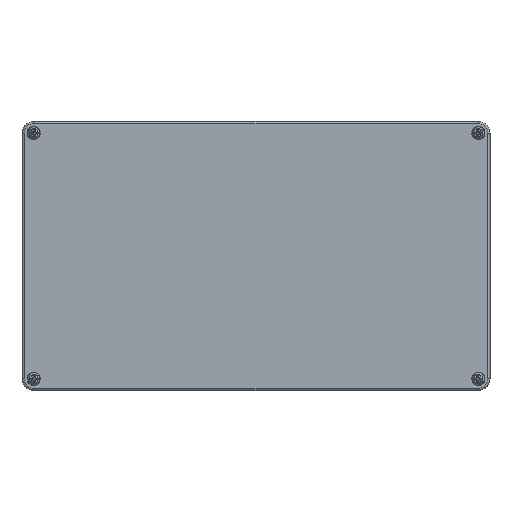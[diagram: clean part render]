
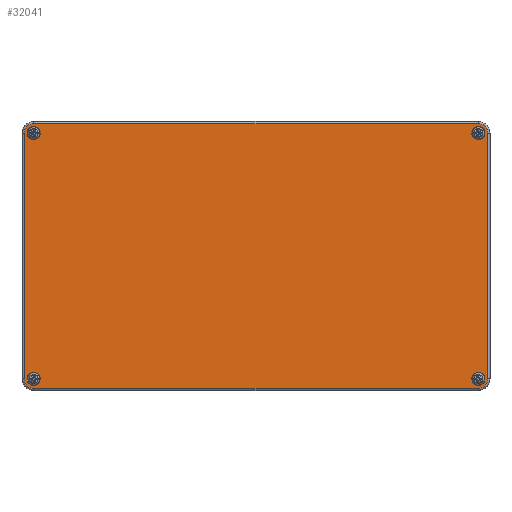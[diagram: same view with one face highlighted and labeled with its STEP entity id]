
A CAD part, top view. The second image highlights one B-rep face of the part: STEP entity #32041.
In plain terms, the highlighted planar face has unit normal (0, 0, 1).
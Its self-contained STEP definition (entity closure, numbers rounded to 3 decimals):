
#31918=CARTESIAN_POINT('',(195.7,-105.0,20.0));
#31919=VERTEX_POINT('',#31918);
#31920=CARTESIAN_POINT('',(190.0,-105.0,20.0));
#31921=DIRECTION('',(0.0,0.0,1.0));
#31922=DIRECTION('',(-1.0,0.0,0.0));
#31923=AXIS2_PLACEMENT_3D('',#31920,#31921,#31922);
#31924=CIRCLE('',#31923,5.7);
#31925=EDGE_CURVE('',#31919,#31919,#31924,.T.);
#31930=CARTESIAN_POINT('',(0.,0.,20.0));
#31931=DIRECTION('',(0.0,0.0,1.0));
#31932=DIRECTION('',(1.0,0.0,0.0));
#31933=AXIS2_PLACEMENT_3D('',#31930,#31931,#31932);
#31934=PLANE('',#31933);
#31935=CARTESIAN_POINT('',(-198.177,105.0,20.0));
#31936=VERTEX_POINT('',#31935);
#31937=CARTESIAN_POINT('',(-190.0,113.177,20.0));
#31938=VERTEX_POINT('',#31937);
#31939=CARTESIAN_POINT('',(-190.0,105.,20.0));
#31940=DIRECTION('',(0.0,0.0,-1.0));
#31941=DIRECTION('',(-0.707,0.707,0.0));
#31942=AXIS2_PLACEMENT_3D('',#31939,#31940,#31941);
#31943=CIRCLE('',#31942,8.177);
#31944=EDGE_CURVE('',#31936,#31938,#31943,.T.);
#31945=ORIENTED_EDGE('',*,*,#31944,.F.);
#31946=CARTESIAN_POINT('',(-198.177,-105.0,20.0));
#31947=VERTEX_POINT('',#31946);
#31948=CARTESIAN_POINT('',(-198.177,-105.0,20.0));
#31949=DIRECTION('',(0.0,1.0,0.0));
#31950=VECTOR('',#31949,210.0);
#31951=LINE('',#31948,#31950);
#31952=EDGE_CURVE('',#31947,#31936,#31951,.T.);
#31953=ORIENTED_EDGE('',*,*,#31952,.F.);
#31954=CARTESIAN_POINT('',(-190.,-113.177,20.0));
#31955=VERTEX_POINT('',#31954);
#31956=CARTESIAN_POINT('',(-190.0,-105.,20.0));
#31957=DIRECTION('',(0.0,0.0,-1.0));
#31958=DIRECTION('',(-0.707,-0.707,0.0));
#31959=AXIS2_PLACEMENT_3D('',#31956,#31957,#31958);
#31960=CIRCLE('',#31959,8.177);
#31961=EDGE_CURVE('',#31955,#31947,#31960,.T.);
#31962=ORIENTED_EDGE('',*,*,#31961,.F.);
#31963=CARTESIAN_POINT('',(190.,-113.177,20.0));
#31964=VERTEX_POINT('',#31963);
#31965=CARTESIAN_POINT('',(190.,-113.177,20.0));
#31966=DIRECTION('',(-1.0,0.0,0.0));
#31967=VECTOR('',#31966,380.);
#31968=LINE('',#31965,#31967);
#31969=EDGE_CURVE('',#31964,#31955,#31968,.T.);
#31970=ORIENTED_EDGE('',*,*,#31969,.F.);
#31971=CARTESIAN_POINT('',(198.177,-105.,20.0));
#31972=VERTEX_POINT('',#31971);
#31973=CARTESIAN_POINT('',(190.0,-105.,20.0));
#31974=DIRECTION('',(0.0,0.0,-1.0));
#31975=DIRECTION('',(0.707,-0.707,0.0));
#31976=AXIS2_PLACEMENT_3D('',#31973,#31974,#31975);
#31977=CIRCLE('',#31976,8.177);
#31978=EDGE_CURVE('',#31972,#31964,#31977,.T.);
#31979=ORIENTED_EDGE('',*,*,#31978,.F.);
#31980=CARTESIAN_POINT('',(198.177,105.0,20.0));
#31981=VERTEX_POINT('',#31980);
#31982=CARTESIAN_POINT('',(198.177,105.0,20.0));
#31983=DIRECTION('',(0.0,-1.0,0.0));
#31984=VECTOR('',#31983,210.);
#31985=LINE('',#31982,#31984);
#31986=EDGE_CURVE('',#31981,#31972,#31985,.T.);
#31987=ORIENTED_EDGE('',*,*,#31986,.F.);
#31988=CARTESIAN_POINT('',(190.,113.177,20.0));
#31989=VERTEX_POINT('',#31988);
#31990=CARTESIAN_POINT('',(190.0,105.,20.0));
#31991=DIRECTION('',(0.0,0.0,-1.0));
#31992=DIRECTION('',(0.707,0.707,0.0));
#31993=AXIS2_PLACEMENT_3D('',#31990,#31991,#31992);
#31994=CIRCLE('',#31993,8.177);
#31995=EDGE_CURVE('',#31989,#31981,#31994,.T.);
#31996=ORIENTED_EDGE('',*,*,#31995,.F.);
#31997=CARTESIAN_POINT('',(-190.0,113.177,20.0));
#31998=DIRECTION('',(1.0,0.0,0.0));
#31999=VECTOR('',#31998,380.);
#32000=LINE('',#31997,#31999);
#32001=EDGE_CURVE('',#31938,#31989,#32000,.T.);
#32002=ORIENTED_EDGE('',*,*,#32001,.F.);
#32003=EDGE_LOOP('',(#31945,#31953,#31962,#31970,#31979,#31987,#31996,#32002));
#32004=FACE_OUTER_BOUND('',#32003,.T.);
#32005=CARTESIAN_POINT('',(195.7,105.0,20.0));
#32006=VERTEX_POINT('',#32005);
#32007=CARTESIAN_POINT('',(190.0,105.0,20.0));
#32008=DIRECTION('',(0.0,0.0,1.0));
#32009=DIRECTION('',(-1.0,0.0,0.0));
#32010=AXIS2_PLACEMENT_3D('',#32007,#32008,#32009);
#32011=CIRCLE('',#32010,5.7);
#32012=EDGE_CURVE('',#32006,#32006,#32011,.T.);
#32013=ORIENTED_EDGE('',*,*,#32012,.F.);
#32014=EDGE_LOOP('',(#32013));
#32015=FACE_BOUND('',#32014,.T.);
#32016=CARTESIAN_POINT('',(-184.3,105.0,20.0));
#32017=VERTEX_POINT('',#32016);
#32018=CARTESIAN_POINT('',(-190.0,105.0,20.0));
#32019=DIRECTION('',(0.0,0.0,1.0));
#32020=DIRECTION('',(-1.0,0.0,0.0));
#32021=AXIS2_PLACEMENT_3D('',#32018,#32019,#32020);
#32022=CIRCLE('',#32021,5.7);
#32023=EDGE_CURVE('',#32017,#32017,#32022,.T.);
#32024=ORIENTED_EDGE('',*,*,#32023,.F.);
#32025=EDGE_LOOP('',(#32024));
#32026=FACE_BOUND('',#32025,.T.);
#32027=CARTESIAN_POINT('',(-184.3,-105.0,20.0));
#32028=VERTEX_POINT('',#32027);
#32029=CARTESIAN_POINT('',(-190.0,-105.0,20.0));
#32030=DIRECTION('',(0.0,0.0,1.0));
#32031=DIRECTION('',(-1.0,0.0,0.0));
#32032=AXIS2_PLACEMENT_3D('',#32029,#32030,#32031);
#32033=CIRCLE('',#32032,5.7);
#32034=EDGE_CURVE('',#32028,#32028,#32033,.T.);
#32035=ORIENTED_EDGE('',*,*,#32034,.F.);
#32036=EDGE_LOOP('',(#32035));
#32037=FACE_BOUND('',#32036,.T.);
#32038=ORIENTED_EDGE('',*,*,#31925,.F.);
#32039=EDGE_LOOP('',(#32038));
#32040=FACE_BOUND('',#32039,.T.);
#32041=ADVANCED_FACE('',(#32004,#32015,#32026,#32037,#32040),#31934,.T.);
